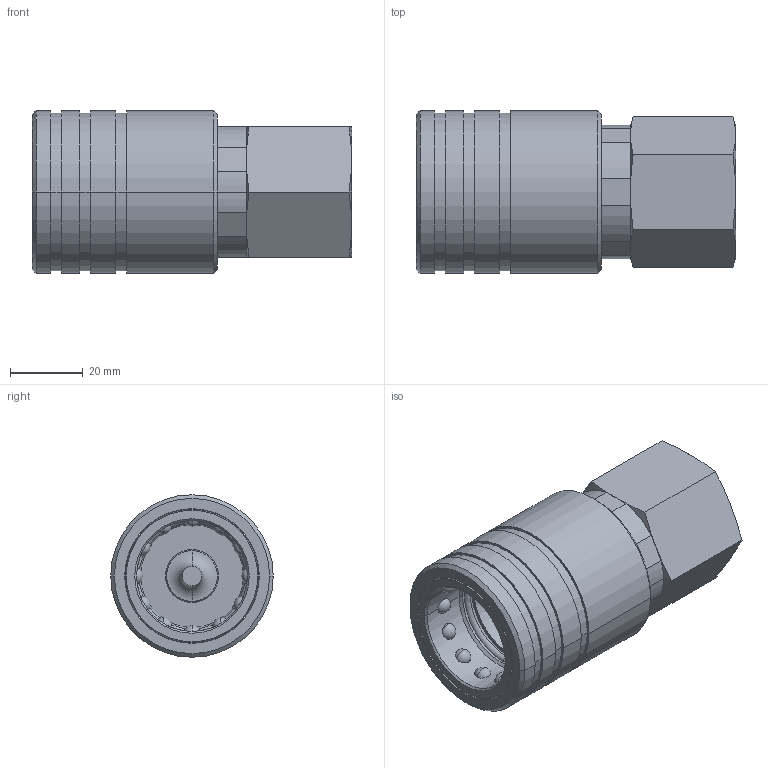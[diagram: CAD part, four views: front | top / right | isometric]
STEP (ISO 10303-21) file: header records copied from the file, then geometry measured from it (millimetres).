
FILE_DESCRIPTION( ( '' ), '1' );
FILE_NAME( '46243400.stp', '2012-08-14T13:23:10', ( '' ), ( '' ), ' ', ' ', ' ' );
FILE_SCHEMA( ( 'CONFIG_CONTROL_DESIGN' ) );
Length unit declared in the file: millimetre
Products named in the file (3): 1; 2; 3
Bounding box: 88 x 44.8 x 44.8 mm (x, y, z)
Volume: 87622.8 mm3; surface area: 37805.6 mm2
Topology: 3 solids, 3 shells, 154 faces, 365 edges, 221 vertices
Faces by surface type: cylinder 48, plane 38, cone 34, sphere 22, torus 12
Entity records: 5024 total; most frequent: CARTESIAN_POINT 1415, DIRECTION 782, ORIENTED_EDGE 690, EDGE_CURVE 345, AXIS2_PLACEMENT_3D 340, VERTEX_POINT 221, CIRCLE 183, EDGE_LOOP 182
